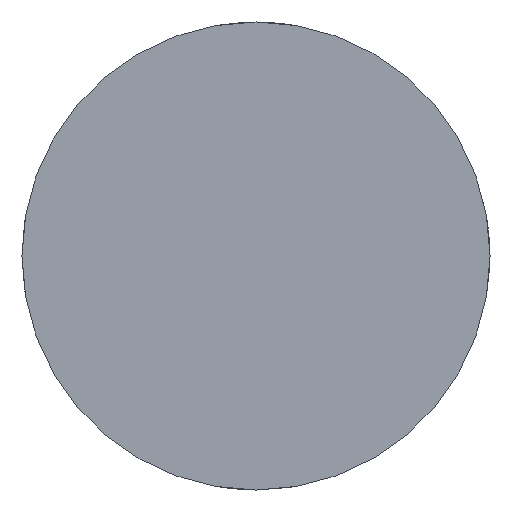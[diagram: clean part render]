
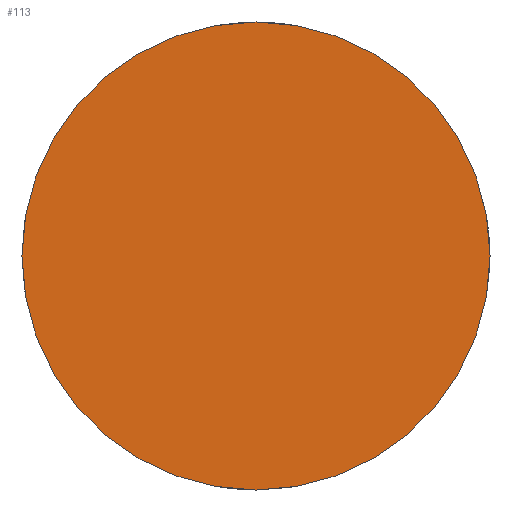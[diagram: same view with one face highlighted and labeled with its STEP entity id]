
A CAD part, front view. The second image highlights one B-rep face of the part: STEP entity #113.
In plain terms, the highlighted planar face has unit normal (0, -1, 0).
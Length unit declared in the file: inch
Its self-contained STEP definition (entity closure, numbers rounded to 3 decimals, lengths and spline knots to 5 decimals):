
#102=PLANE('',#292);
#109=FACE_OUTER_BOUND('',#167,.T.);
#113=ADVANCED_FACE('',(#109),#102,.F.);
#167=EDGE_LOOP('',(#199));
#199=ORIENTED_EDGE('',*,*,#256,.T.);
#238=VERTEX_POINT('',#386);
#256=EDGE_CURVE('',#238,#238,#276,.T.);
#276=CIRCLE('',#290,0.5);
#290=AXIS2_PLACEMENT_3D('',#385,#322,#323);
#292=AXIS2_PLACEMENT_3D('',#388,#326,#327);
#322=DIRECTION('',(0.,-1.,0.));
#323=DIRECTION('',(0.,0.,-1.));
#326=DIRECTION('',(0.,1.,0.));
#327=DIRECTION('',(0.,0.,1.));
#385=CARTESIAN_POINT('',(0.,-0.5,0.));
#386=CARTESIAN_POINT('',(0.,-0.5,-0.5));
#388=CARTESIAN_POINT('',(-0.5,-0.5,0.));
